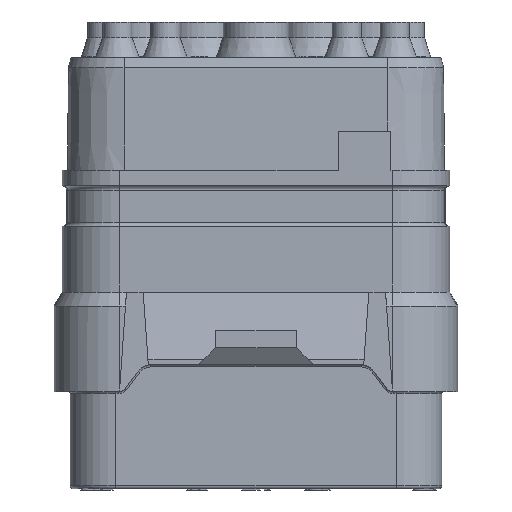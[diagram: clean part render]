
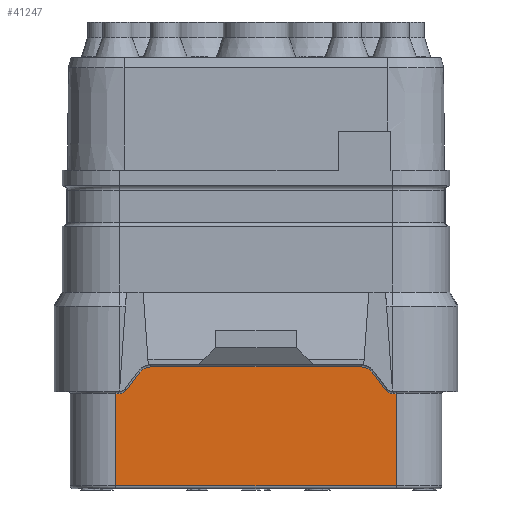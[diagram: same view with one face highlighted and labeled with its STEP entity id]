
A CAD part, front view. The second image highlights one B-rep face of the part: STEP entity #41247.
In plain terms, the highlighted planar face has unit normal (0, -1, 0).
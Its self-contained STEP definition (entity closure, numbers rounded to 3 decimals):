
#6068=DIRECTION('',(-1.,0.,0.));
#6069=VECTOR('',#6068,10.4);
#6070=CARTESIAN_POINT('',(5.2,-5.875,-11.73));
#6071=LINE('',#6070,#6069);
#6072=DIRECTION('',(-1.,0.,0.));
#6073=VECTOR('',#6072,0.1);
#6074=CARTESIAN_POINT('',(-5.1,-5.875,-8.31));
#6075=LINE('',#6074,#6073);
#6076=CARTESIAN_POINT('',(-5.1,-5.875,-7.93));
#6077=DIRECTION('',(0.,1.,0.));
#6078=DIRECTION('',(0.8,0.,-0.6));
#6079=AXIS2_PLACEMENT_3D('',#6076,#6077,#6078);
#6081=DIRECTION('',(-0.6,0.,-0.8));
#6082=VECTOR('',#6081,0.8);
#6083=CARTESIAN_POINT('',(-4.316,-5.875,-7.518));
#6084=LINE('',#6083,#6082);
#6085=CARTESIAN_POINT('',(-3.9,-5.875,-7.83));
#6086=DIRECTION('',(0.,-1.,0.));
#6087=DIRECTION('',(0.,0.,1.));
#6088=AXIS2_PLACEMENT_3D('',#6085,#6086,#6087);
#6090=DIRECTION('',(-1.,0.,0.));
#6091=VECTOR('',#6090,7.8);
#6092=CARTESIAN_POINT('',(3.9,-5.875,-7.31));
#6093=LINE('',#6092,#6091);
#6094=CARTESIAN_POINT('',(3.9,-5.875,-7.83));
#6095=DIRECTION('',(0.,-1.,0.));
#6096=DIRECTION('',(0.8,0.,0.6));
#6097=AXIS2_PLACEMENT_3D('',#6094,#6095,#6096);
#6099=DIRECTION('',(-0.6,0.,0.8));
#6100=VECTOR('',#6099,0.8);
#6101=CARTESIAN_POINT('',(4.796,-5.875,-8.158));
#6102=LINE('',#6101,#6100);
#6103=CARTESIAN_POINT('',(5.1,-5.875,-7.93));
#6104=DIRECTION('',(0.,1.,0.));
#6105=DIRECTION('',(0.,0.,-1.));
#6106=AXIS2_PLACEMENT_3D('',#6103,#6104,#6105);
#6108=DIRECTION('',(-1.,0.,0.));
#6109=VECTOR('',#6108,0.1);
#6110=CARTESIAN_POINT('',(5.2,-5.875,-8.31));
#6111=LINE('',#6110,#6109);
#6112=DIRECTION('',(0.,0.,-1.));
#6113=VECTOR('',#6112,3.42);
#6114=CARTESIAN_POINT('',(5.2,-5.875,-8.31));
#6115=LINE('',#6114,#6113);
#6126=DIRECTION('',(0.,0.,-1.));
#6127=VECTOR('',#6126,3.42);
#6128=CARTESIAN_POINT('',(-5.2,-5.875,-8.31));
#6129=LINE('',#6128,#6127);
#30071=CARTESIAN_POINT('',(5.2,-5.875,-8.31));
#30072=CARTESIAN_POINT('',(5.1,-5.875,-8.31));
#30073=VERTEX_POINT('',#30071);
#30074=VERTEX_POINT('',#30072);
#30077=CARTESIAN_POINT('',(4.796,-5.875,-8.158));
#30078=VERTEX_POINT('',#30077);
#30081=CARTESIAN_POINT('',(4.316,-5.875,-7.518));
#30082=VERTEX_POINT('',#30081);
#30083=CARTESIAN_POINT('',(3.9,-5.875,-7.31));
#30084=VERTEX_POINT('',#30083);
#30085=CARTESIAN_POINT('',(-3.9,-5.875,-7.31));
#30086=VERTEX_POINT('',#30085);
#30087=CARTESIAN_POINT('',(-4.316,-5.875,-7.518));
#30088=VERTEX_POINT('',#30087);
#30093=CARTESIAN_POINT('',(-4.796,-5.875,-8.158));
#30094=VERTEX_POINT('',#30093);
#30097=CARTESIAN_POINT('',(-5.1,-5.875,-8.31));
#30098=VERTEX_POINT('',#30097);
#30101=CARTESIAN_POINT('',(-5.2,-5.875,-8.31));
#30102=VERTEX_POINT('',#30101);
#30223=CARTESIAN_POINT('',(5.2,-5.875,-11.73));
#30224=CARTESIAN_POINT('',(-5.2,-5.875,-11.73));
#30225=VERTEX_POINT('',#30223);
#30226=VERTEX_POINT('',#30224);
#41226=CARTESIAN_POINT('',(5.2,-5.875,-8.23));
#41227=DIRECTION('',(0.,-1.,0.));
#41228=DIRECTION('',(-1.,0.,0.));
#41229=AXIS2_PLACEMENT_3D('',#41226,#41227,#41228);
#41230=PLANE('',#41229);
#41231=ORIENTED_EDGE('',*,*,#41095,.T.);
#41233=ORIENTED_EDGE('',*,*,#41232,.F.);
#41234=ORIENTED_EDGE('',*,*,#41207,.F.);
#41235=ORIENTED_EDGE('',*,*,#41220,.F.);
#41236=ORIENTED_EDGE('',*,*,#39627,.F.);
#41237=ORIENTED_EDGE('',*,*,#39643,.F.);
#41238=ORIENTED_EDGE('',*,*,#39669,.F.);
#41239=ORIENTED_EDGE('',*,*,#39684,.F.);
#41240=ORIENTED_EDGE('',*,*,#39725,.F.);
#41241=ORIENTED_EDGE('',*,*,#39740,.F.);
#41242=ORIENTED_EDGE('',*,*,#39768,.F.);
#41244=ORIENTED_EDGE('',*,*,#41243,.T.);
#41245=EDGE_LOOP('',(#41231,#41233,#41234,#41235,#41236,#41237,#41238,#41239,
#41240,#41241,#41242,#41244));
#41246=FACE_OUTER_BOUND('',#41245,.F.);
#41247=ADVANCED_FACE('',(#41246),#41230,.T.);
#6080=CIRCLE('',#6079,0.38);
#6089=CIRCLE('',#6088,0.52);
#6098=CIRCLE('',#6097,0.52);
#6107=CIRCLE('',#6106,0.38);
#39627=EDGE_CURVE('',#30088,#30094,#6084,.T.);
#39643=EDGE_CURVE('',#30086,#30088,#6089,.T.);
#39669=EDGE_CURVE('',#30084,#30086,#6093,.T.);
#39684=EDGE_CURVE('',#30082,#30084,#6098,.T.);
#39725=EDGE_CURVE('',#30078,#30082,#6102,.T.);
#39740=EDGE_CURVE('',#30074,#30078,#6107,.T.);
#39768=EDGE_CURVE('',#30073,#30074,#6111,.T.);
#41095=EDGE_CURVE('',#30225,#30226,#6071,.T.);
#41207=EDGE_CURVE('',#30098,#30102,#6075,.T.);
#41220=EDGE_CURVE('',#30094,#30098,#6080,.T.);
#41232=EDGE_CURVE('',#30102,#30226,#6129,.T.);
#41243=EDGE_CURVE('',#30073,#30225,#6115,.T.);
